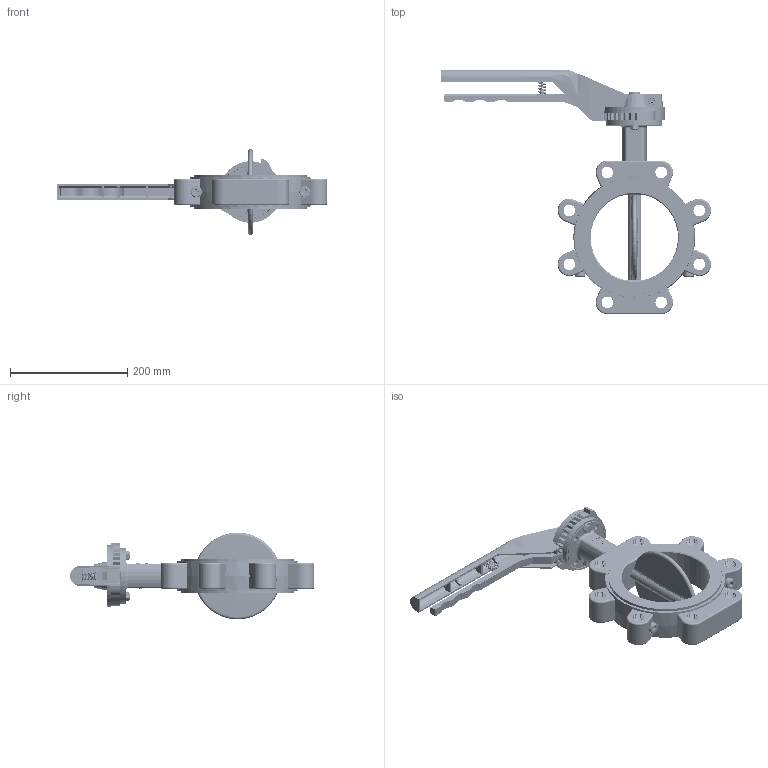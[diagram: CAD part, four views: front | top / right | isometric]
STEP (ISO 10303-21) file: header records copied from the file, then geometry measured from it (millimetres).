
FILE_DESCRIPTION (( 'STEP AP214' ), '1' );
FILE_NAME ('AK131-DN150-PN-10-16-Handhebel-Fergo.STEP', '2022-09-29T11:36:45', ( '' ), ( '' ), 'SwSTEP 2.0', 'SolidWorks 2022', '' );
FILE_SCHEMA (( 'AUTOMOTIVE_DESIGN' ));
Length unit declared in the file: millimetre
Products named in the file (1): AK131-DN150-PN-10-16-Handhebel-Fergo
Bounding box: 460.87 x 416.87 x 148 mm (x, y, z)
Volume: 2362402.5 mm3; surface area: 481966.3 mm2
Topology: 18 solids, 18 shells, 2376 faces, 6352 edges, 4095 vertices
Faces by surface type: cylinder 1062, plane 741, bspline 228, cone 176, torus 142, sphere 27
Entity records: 160895 total; most frequent: CARTESIAN_POINT 82853, ORIENTED_EDGE 12684, DIRECTION 9993, EDGE_CURVE 6342, VERTEX_POINT 4093, AXIS2_PLACEMENT_3D 3622, VECTOR 2749, LINE 2749
